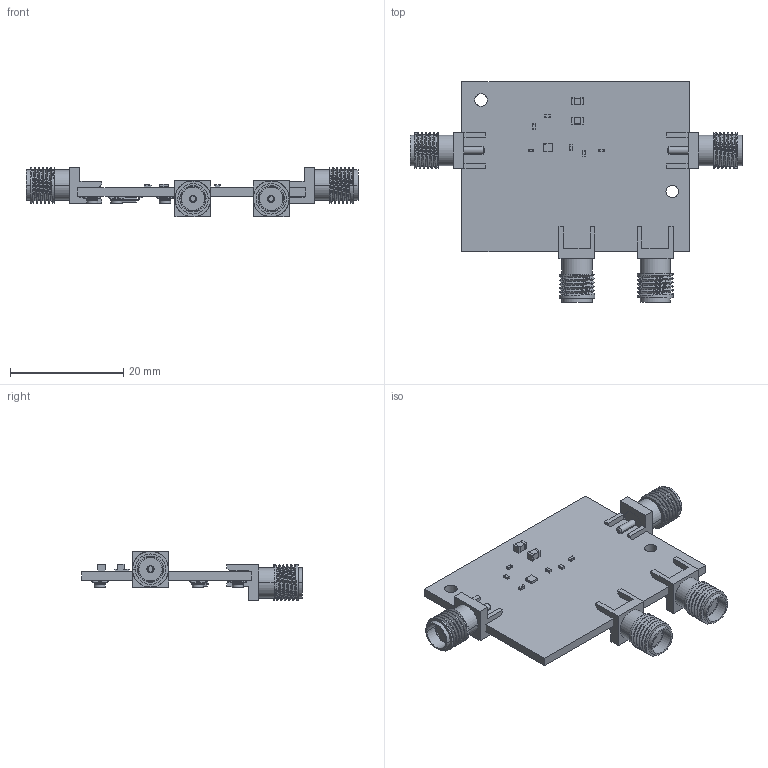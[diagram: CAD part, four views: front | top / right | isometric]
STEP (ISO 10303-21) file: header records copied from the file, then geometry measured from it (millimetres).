
FILE_DESCRIPTION(('KiCad electronic assembly'),'2;1');
FILE_NAME('PA_EVAL.step','2024-04-25T16:35:43',('Pcbnew'),('Kicad'), 'Open CASCADE STEP processor 7.7','KiCad to STEP converter','Unknown' );
FILE_SCHEMA(('AUTOMOTIVE_DESIGN { 1 0 10303 214 1 1 1 1 }'));
Length unit declared in the file: millimetre
Products named in the file (18): PA_EVAL 1; R_0402_1005Metric; C_0805_2012Metric; C_0402_1005Metric; GRF4002; ASSEMBLY; SMA-J-P-H-ST-EM1; L_0402_1005Metric; MSOP-8_3x3mm_P0.65mm; MSOP_8_3x3mm_P065mm; U.FL_Hirose_U.FL-R-SMT-1_Vertical; PA_EVAL PCB
Assembly tree (27 placements, depth 3):
  PA_EVAL 1
    R_0402_1005Metric  x2
      R_0402_1005Metric
    C_0805_2012Metric  x2
      C_0805_2012Metric
    C_0402_1005Metric  x3
      C_0402_1005Metric
    GRF4002
      ASSEMBLY
    SMA-J-P-H-ST-EM1  x4
      SMA-J-P-H-ST-EM1
    L_0402_1005Metric
      L_0402_1005Metric
    MSOP-8_3x3mm_P0.65mm
      MSOP_8_3x3mm_P065mm
    U.FL_Hirose_U.FL-R-SMT-1_Vertical  x4
      U.FL_Hirose_U.FL-R-SMT-1_Vertical
    PA_EVAL PCB
Bounding box: 58.58 x 38.97 x 8.77 mm (x, y, z)
Volume: 2897.1 mm3; surface area: 5611.4 mm2
Topology: 34 solids, 34 shells, 926 faces, 2308 edges, 1496 vertices
Faces by surface type: plane 552, cylinder 306, bspline 44, cone 20, sphere 4
Full cylindrical faces by diameter (mm): 0.188 x1, 0.4 x4, 0.5 x1, 1.8 x4, 1.92 x4, 2 x8, 2.2 x2
Entity records: 34007 total; most frequent: CARTESIAN_POINT 9157, DIRECTION 4149, LINE 2645, VECTOR 2645, ORIENTED_EDGE 2216, PCURVE 2216, DEFINITIONAL_REPRESENTATION 2216, EDGE_CURVE 1108
